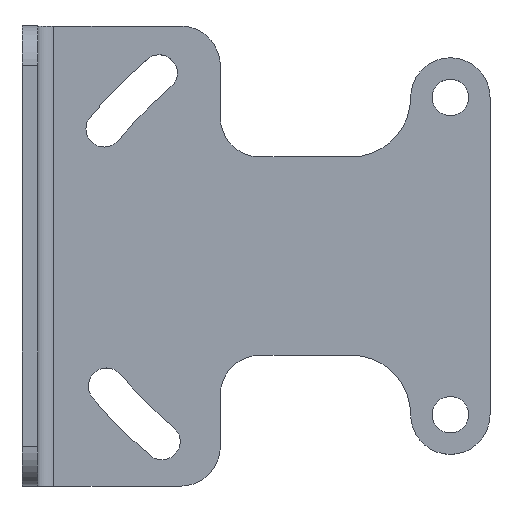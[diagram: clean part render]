
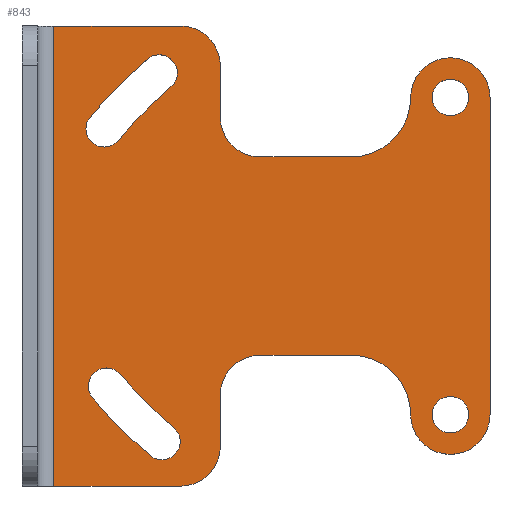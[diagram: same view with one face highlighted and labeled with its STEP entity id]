
A CAD part, top view. The second image highlights one B-rep face of the part: STEP entity #843.
In plain terms, the highlighted planar face has unit normal (0, 0, 1).
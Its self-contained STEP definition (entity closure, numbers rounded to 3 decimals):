
#47=LINE('',#1290,#117);
#48=LINE('',#1295,#118);
#49=LINE('',#1299,#119);
#50=LINE('',#1305,#120);
#51=LINE('',#1311,#121);
#52=LINE('',#1315,#122);
#53=LINE('',#1319,#123);
#54=LINE('',#1321,#124);
#117=VECTOR('',#1018,1000.);
#118=VECTOR('',#1021,1000.);
#119=VECTOR('',#1024,1000.);
#120=VECTOR('',#1029,1000.);
#121=VECTOR('',#1034,1000.);
#122=VECTOR('',#1037,1000.);
#123=VECTOR('',#1040,1000.);
#124=VECTOR('',#1041,1000.);
#187=ORIENTED_EDGE('',*,*,#435,.T.);
#188=ORIENTED_EDGE('',*,*,#436,.T.);
#189=ORIENTED_EDGE('',*,*,#437,.T.);
#190=ORIENTED_EDGE('',*,*,#438,.T.);
#191=ORIENTED_EDGE('',*,*,#439,.T.);
#192=ORIENTED_EDGE('',*,*,#440,.T.);
#193=ORIENTED_EDGE('',*,*,#441,.T.);
#194=ORIENTED_EDGE('',*,*,#442,.T.);
#195=ORIENTED_EDGE('',*,*,#443,.T.);
#196=ORIENTED_EDGE('',*,*,#444,.T.);
#197=ORIENTED_EDGE('',*,*,#445,.T.);
#198=ORIENTED_EDGE('',*,*,#446,.T.);
#199=ORIENTED_EDGE('',*,*,#447,.T.);
#200=ORIENTED_EDGE('',*,*,#448,.T.);
#201=ORIENTED_EDGE('',*,*,#449,.T.);
#202=ORIENTED_EDGE('',*,*,#450,.T.);
#203=ORIENTED_EDGE('',*,*,#451,.T.);
#204=ORIENTED_EDGE('',*,*,#452,.T.);
#205=ORIENTED_EDGE('',*,*,#453,.T.);
#206=ORIENTED_EDGE('',*,*,#454,.T.);
#207=ORIENTED_EDGE('',*,*,#455,.F.);
#208=ORIENTED_EDGE('',*,*,#456,.T.);
#209=ORIENTED_EDGE('',*,*,#457,.T.);
#210=ORIENTED_EDGE('',*,*,#458,.T.);
#211=ORIENTED_EDGE('',*,*,#459,.T.);
#212=ORIENTED_EDGE('',*,*,#460,.T.);
#435=EDGE_CURVE('',#559,#560,#641,.T.);
#436=EDGE_CURVE('',#560,#561,#642,.T.);
#437=EDGE_CURVE('',#561,#562,#643,.T.);
#438=EDGE_CURVE('',#562,#559,#644,.T.);
#439=EDGE_CURVE('',#563,#563,#645,.T.);
#440=EDGE_CURVE('',#564,#565,#47,.T.);
#441=EDGE_CURVE('',#565,#566,#646,.T.);
#442=EDGE_CURVE('',#566,#567,#48,.T.);
#443=EDGE_CURVE('',#567,#568,#647,.F.);
#444=EDGE_CURVE('',#568,#569,#49,.T.);
#445=EDGE_CURVE('',#569,#570,#648,.F.);
#446=EDGE_CURVE('',#570,#571,#649,.T.);
#447=EDGE_CURVE('',#571,#572,#50,.T.);
#448=EDGE_CURVE('',#572,#573,#650,.T.);
#449=EDGE_CURVE('',#573,#574,#651,.F.);
#450=EDGE_CURVE('',#574,#575,#51,.T.);
#451=EDGE_CURVE('',#575,#576,#652,.F.);
#452=EDGE_CURVE('',#576,#577,#52,.T.);
#453=EDGE_CURVE('',#577,#578,#653,.T.);
#454=EDGE_CURVE('',#578,#579,#53,.T.);
#455=EDGE_CURVE('',#564,#579,#54,.T.);
#456=EDGE_CURVE('',#580,#580,#654,.T.);
#457=EDGE_CURVE('',#581,#582,#655,.T.);
#458=EDGE_CURVE('',#582,#583,#656,.T.);
#459=EDGE_CURVE('',#583,#584,#657,.T.);
#460=EDGE_CURVE('',#584,#581,#658,.T.);
#559=VERTEX_POINT('',#1281);
#560=VERTEX_POINT('',#1282);
#561=VERTEX_POINT('',#1284);
#562=VERTEX_POINT('',#1286);
#563=VERTEX_POINT('',#1289);
#564=VERTEX_POINT('',#1291);
#565=VERTEX_POINT('',#1292);
#566=VERTEX_POINT('',#1294);
#567=VERTEX_POINT('',#1296);
#568=VERTEX_POINT('',#1298);
#569=VERTEX_POINT('',#1300);
#570=VERTEX_POINT('',#1302);
#571=VERTEX_POINT('',#1304);
#572=VERTEX_POINT('',#1306);
#573=VERTEX_POINT('',#1308);
#574=VERTEX_POINT('',#1310);
#575=VERTEX_POINT('',#1312);
#576=VERTEX_POINT('',#1314);
#577=VERTEX_POINT('',#1316);
#578=VERTEX_POINT('',#1318);
#579=VERTEX_POINT('',#1320);
#580=VERTEX_POINT('',#1323);
#581=VERTEX_POINT('',#1325);
#582=VERTEX_POINT('',#1326);
#583=VERTEX_POINT('',#1328);
#584=VERTEX_POINT('',#1330);
#641=CIRCLE('',#904,2.3);
#642=CIRCLE('',#905,58.9);
#643=CIRCLE('',#906,2.3);
#644=CIRCLE('',#907,54.3);
#645=CIRCLE('',#908,2.3);
#646=CIRCLE('',#909,5.);
#647=CIRCLE('',#910,5.);
#648=CIRCLE('',#911,7.5);
#649=CIRCLE('',#912,5.);
#650=CIRCLE('',#913,5.);
#651=CIRCLE('',#914,7.5);
#652=CIRCLE('',#915,5.);
#653=CIRCLE('',#916,5.);
#654=CIRCLE('',#917,2.3);
#655=CIRCLE('',#918,2.3);
#656=CIRCLE('',#919,54.3);
#657=CIRCLE('',#920,2.3);
#658=CIRCLE('',#921,58.9);
#695=EDGE_LOOP('',(#187,#188,#189,#190));
#696=EDGE_LOOP('',(#191));
#697=EDGE_LOOP('',(#192,#193,#194,#195,#196,#197,#198,#199,#200,#201,#202,
#203,#204,#205,#206,#207));
#698=EDGE_LOOP('',(#208));
#699=EDGE_LOOP('',(#209,#210,#211,#212));
#759=FACE_BOUND('',#695,.T.);
#760=FACE_BOUND('',#696,.T.);
#761=FACE_BOUND('',#697,.T.);
#762=FACE_BOUND('',#698,.T.);
#763=FACE_BOUND('',#699,.T.);
#823=PLANE('',#903);
#843=ADVANCED_FACE('',(#759,#760,#761,#762,#763),#823,.T.);
#903=AXIS2_PLACEMENT_3D('',#1279,#1006,#1007);
#904=AXIS2_PLACEMENT_3D('',#1280,#1008,#1009);
#905=AXIS2_PLACEMENT_3D('',#1283,#1010,#1011);
#906=AXIS2_PLACEMENT_3D('',#1285,#1012,#1013);
#907=AXIS2_PLACEMENT_3D('',#1287,#1014,#1015);
#908=AXIS2_PLACEMENT_3D('',#1288,#1016,#1017);
#909=AXIS2_PLACEMENT_3D('',#1293,#1019,#1020);
#910=AXIS2_PLACEMENT_3D('',#1297,#1022,#1023);
#911=AXIS2_PLACEMENT_3D('',#1301,#1025,#1026);
#912=AXIS2_PLACEMENT_3D('',#1303,#1027,#1028);
#913=AXIS2_PLACEMENT_3D('',#1307,#1030,#1031);
#914=AXIS2_PLACEMENT_3D('',#1309,#1032,#1033);
#915=AXIS2_PLACEMENT_3D('',#1313,#1035,#1036);
#916=AXIS2_PLACEMENT_3D('',#1317,#1038,#1039);
#917=AXIS2_PLACEMENT_3D('',#1322,#1042,#1043);
#918=AXIS2_PLACEMENT_3D('',#1324,#1044,#1045);
#919=AXIS2_PLACEMENT_3D('',#1327,#1046,#1047);
#920=AXIS2_PLACEMENT_3D('',#1329,#1048,#1049);
#921=AXIS2_PLACEMENT_3D('',#1331,#1050,#1051);
#1006=DIRECTION('',(0.,0.,1.));
#1007=DIRECTION('',(1.,0.,0.));
#1008=DIRECTION('',(0.,0.,-1.));
#1009=DIRECTION('',(0.,1.,0.));
#1010=DIRECTION('',(0.,0.,-1.));
#1011=DIRECTION('',(0.,-1.,0.));
#1012=DIRECTION('',(0.,0.,-1.));
#1013=DIRECTION('',(0.,-1.,0.));
#1014=DIRECTION('',(0.,0.,1.));
#1015=DIRECTION('',(0.,-1.,0.));
#1016=DIRECTION('',(0.,0.,-1.));
#1017=DIRECTION('',(1.,0.,0.));
#1018=DIRECTION('',(1.,0.,0.));
#1019=DIRECTION('',(0.,0.,1.));
#1020=DIRECTION('',(1.,0.,0.));
#1021=DIRECTION('',(0.,1.,0.));
#1022=DIRECTION('',(0.,0.,1.));
#1023=DIRECTION('',(1.,0.,0.));
#1024=DIRECTION('',(1.,0.,0.));
#1025=DIRECTION('',(0.,0.,1.));
#1026=DIRECTION('',(1.,0.,0.));
#1027=DIRECTION('',(0.,0.,1.));
#1028=DIRECTION('',(-1.,0.,0.));
#1029=DIRECTION('',(0.,1.,0.));
#1030=DIRECTION('',(0.,0.,1.));
#1031=DIRECTION('',(1.,0.,0.));
#1032=DIRECTION('',(0.,0.,1.));
#1033=DIRECTION('',(1.,0.,0.));
#1034=DIRECTION('',(-1.,0.,0.));
#1035=DIRECTION('',(0.,0.,1.));
#1036=DIRECTION('',(1.,0.,0.));
#1037=DIRECTION('',(0.,1.,0.));
#1038=DIRECTION('',(0.,0.,1.));
#1039=DIRECTION('',(1.,0.,0.));
#1040=DIRECTION('',(-1.,0.,0.));
#1041=DIRECTION('',(0.,1.,0.));
#1042=DIRECTION('',(0.,0.,-1.));
#1043=DIRECTION('',(1.,0.,0.));
#1044=DIRECTION('',(0.,0.,-1.));
#1045=DIRECTION('',(0.,-1.,0.));
#1046=DIRECTION('',(0.,0.,1.));
#1047=DIRECTION('',(0.,-1.,0.));
#1048=DIRECTION('',(0.,0.,-1.));
#1049=DIRECTION('',(0.,1.,0.));
#1050=DIRECTION('',(0.,0.,-1.));
#1051=DIRECTION('',(0.,-1.,0.));
#1279=CARTESIAN_POINT('',(54.,-20.,2.));
#1280=CARTESIAN_POINT('',(10.361,16.045,2.));
#1281=CARTESIAN_POINT('',(12.135,14.58,2.));
#1282=CARTESIAN_POINT('',(8.588,17.51,2.));
#1283=CARTESIAN_POINT('',(54.,-20.,2.));
#1284=CARTESIAN_POINT('',(15.791,24.825,2.));
#1285=CARTESIAN_POINT('',(17.283,23.075,2.));
#1286=CARTESIAN_POINT('',(18.775,21.325,2.));
#1287=CARTESIAN_POINT('',(54.,-20.,2.));
#1288=CARTESIAN_POINT('',(54.,-20.,2.));
#1289=CARTESIAN_POINT('',(56.3,-20.,2.));
#1290=CARTESIAN_POINT('',(0.,-29.,2.));
#1291=CARTESIAN_POINT('',(4.,-29.,2.));
#1292=CARTESIAN_POINT('',(20.,-29.,2.));
#1293=CARTESIAN_POINT('',(20.,-24.,2.));
#1294=CARTESIAN_POINT('',(25.,-24.,2.));
#1295=CARTESIAN_POINT('',(25.,-29.,2.));
#1296=CARTESIAN_POINT('',(25.,-17.5,2.));
#1297=CARTESIAN_POINT('',(30.,-17.5,2.));
#1298=CARTESIAN_POINT('',(30.,-12.5,2.));
#1299=CARTESIAN_POINT('',(25.,-12.5,2.));
#1300=CARTESIAN_POINT('',(41.5,-12.5,2.));
#1301=CARTESIAN_POINT('',(41.5,-20.,2.));
#1302=CARTESIAN_POINT('',(49.,-20.,2.));
#1303=CARTESIAN_POINT('',(54.,-20.,2.));
#1304=CARTESIAN_POINT('',(59.,-20.,2.));
#1305=CARTESIAN_POINT('',(59.,20.,2.));
#1306=CARTESIAN_POINT('',(59.,20.,2.));
#1307=CARTESIAN_POINT('',(54.,20.,2.));
#1308=CARTESIAN_POINT('',(49.,20.,2.));
#1309=CARTESIAN_POINT('',(41.5,20.,2.));
#1310=CARTESIAN_POINT('',(41.5,12.5,2.));
#1311=CARTESIAN_POINT('',(25.,12.5,2.));
#1312=CARTESIAN_POINT('',(30.,12.5,2.));
#1313=CARTESIAN_POINT('',(30.,17.5,2.));
#1314=CARTESIAN_POINT('',(25.,17.5,2.));
#1315=CARTESIAN_POINT('',(25.,29.,2.));
#1316=CARTESIAN_POINT('',(25.,24.,2.));
#1317=CARTESIAN_POINT('',(20.,24.,2.));
#1318=CARTESIAN_POINT('',(20.,29.,2.));
#1319=CARTESIAN_POINT('',(0.,29.,2.));
#1320=CARTESIAN_POINT('',(4.,29.,2.));
#1321=CARTESIAN_POINT('',(4.,0.,2.));
#1322=CARTESIAN_POINT('',(54.,20.,2.));
#1323=CARTESIAN_POINT('',(56.3,20.,2.));
#1324=CARTESIAN_POINT('',(10.662,-16.406,2.));
#1325=CARTESIAN_POINT('',(8.901,-17.885,2.));
#1326=CARTESIAN_POINT('',(12.423,-14.926,2.));
#1327=CARTESIAN_POINT('',(54.,20.,2.));
#1328=CARTESIAN_POINT('',(19.12,-21.616,2.));
#1329=CARTESIAN_POINT('',(17.642,-23.378,2.));
#1330=CARTESIAN_POINT('',(16.165,-25.141,2.));
#1331=CARTESIAN_POINT('',(54.,20.,2.));
